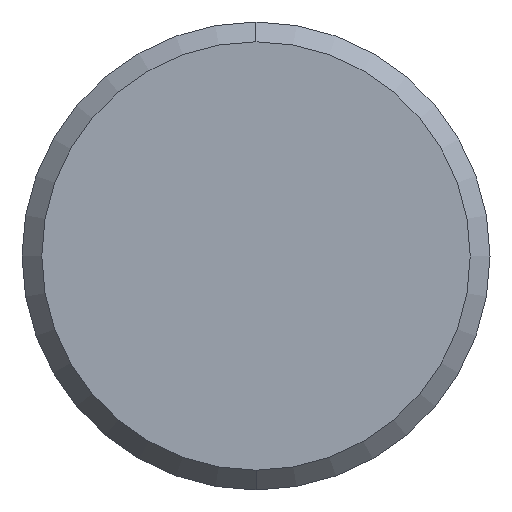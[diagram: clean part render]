
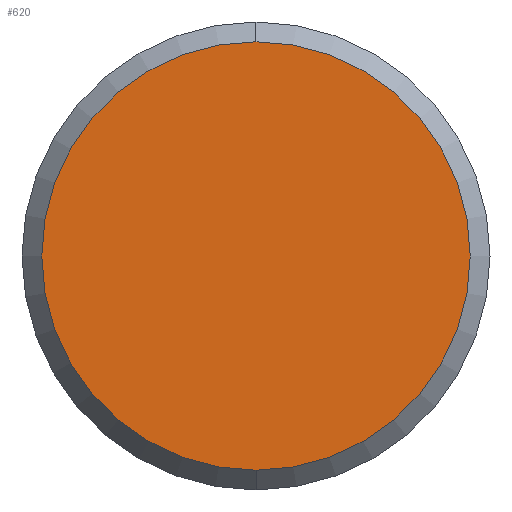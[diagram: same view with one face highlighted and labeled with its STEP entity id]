
A CAD part, left-side view. The second image highlights one B-rep face of the part: STEP entity #620.
In plain terms, the highlighted planar face has unit normal (-1, 0, 0).
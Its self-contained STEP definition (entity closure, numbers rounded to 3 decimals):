
#35 = CARTESIAN_POINT ( 'NONE',  ( -37.4, 0., -11.9 ) ) ;
#45 = DIRECTION ( 'NONE',  ( 0., 0., -1. ) ) ;
#85 = PLANE ( 'NONE',  #274 ) ;
#93 = ORIENTED_EDGE ( 'NONE', *, *, #249, .F. ) ;
#122 = CIRCLE ( 'NONE', #356, 11.9 ) ;
#196 = AXIS2_PLACEMENT_3D ( 'NONE', #700, #230, #699 ) ;
#230 = DIRECTION ( 'NONE',  ( 1., 0., 0. ) ) ;
#249 = EDGE_CURVE ( 'NONE', #563, #394, #122, .T. ) ;
#262 = CARTESIAN_POINT ( 'NONE',  ( -37.4, 0., 0. ) ) ;
#274 = AXIS2_PLACEMENT_3D ( 'NONE', #295, #312, #300 ) ;
#281 = CIRCLE ( 'NONE', #196, 11.9 ) ;
#295 = CARTESIAN_POINT ( 'NONE',  ( -37.4, 0., 0. ) ) ;
#300 = DIRECTION ( 'NONE',  ( 0., 0., 1. ) ) ;
#312 = DIRECTION ( 'NONE',  ( -1., 0., 0. ) ) ;
#356 = AXIS2_PLACEMENT_3D ( 'NONE', #262, #381, #45 ) ;
#381 = DIRECTION ( 'NONE',  ( 1., 0., 0. ) ) ;
#394 = VERTEX_POINT ( 'NONE', #765 ) ;
#401 = EDGE_CURVE ( 'NONE', #394, #563, #281, .T. ) ;
#452 = EDGE_LOOP ( 'NONE', ( #93, #743 ) ) ;
#522 = FACE_OUTER_BOUND ( 'NONE', #452, .T. ) ;
#563 = VERTEX_POINT ( 'NONE', #35 ) ;
#620 = ADVANCED_FACE ( 'NONE', ( #522 ), #85, .T. ) ;
#699 = DIRECTION ( 'NONE',  ( 0., 0., -1. ) ) ;
#700 = CARTESIAN_POINT ( 'NONE',  ( -37.4, 0., 0. ) ) ;
#743 = ORIENTED_EDGE ( 'NONE', *, *, #401, .F. ) ;
#765 = CARTESIAN_POINT ( 'NONE',  ( -37.4, 0., 11.9 ) ) ;
